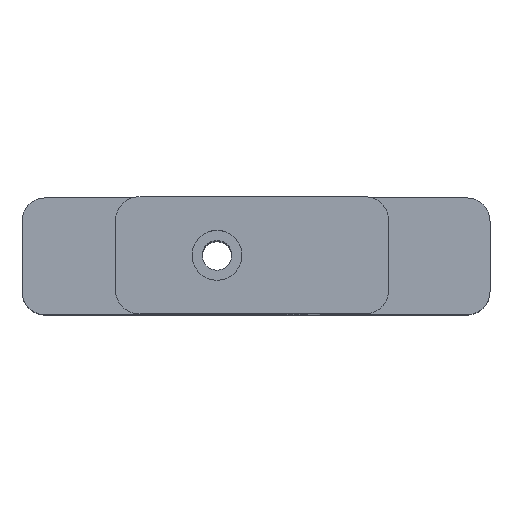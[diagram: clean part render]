
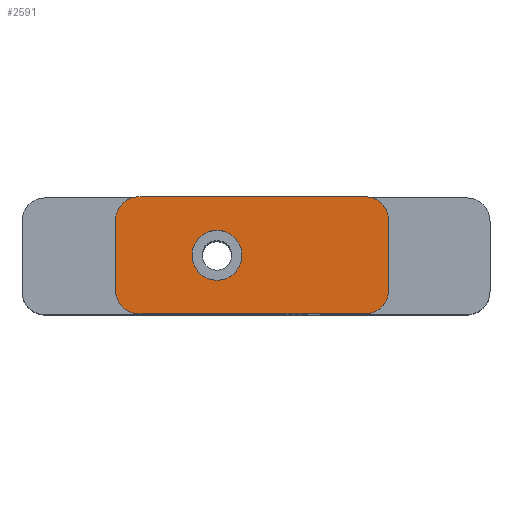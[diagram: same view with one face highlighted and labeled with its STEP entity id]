
A CAD part, top view. The second image highlights one B-rep face of the part: STEP entity #2591.
In plain terms, the highlighted planar face has unit normal (0, 0, 1).
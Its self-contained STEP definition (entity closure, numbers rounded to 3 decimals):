
#60=FACE_BOUND('',#518,.T.);
#102=CIRCLE('',#2783,3.2);
#120=CIRCLE('',#2810,3.);
#121=CIRCLE('',#2813,3.);
#122=CIRCLE('',#2815,3.);
#123=CIRCLE('',#2818,3.);
#273=PLANE('',#2819);
#350=FACE_OUTER_BOUND('',#517,.T.);
#517=EDGE_LOOP('',(#1964,#1965,#1966,#1967,#1968,#1969,#1970,#1971));
#518=EDGE_LOOP('',(#1972));
#701=LINE('',#4071,#912);
#752=LINE('',#4301,#963);
#755=LINE('',#4311,#966);
#758=LINE('',#4318,#969);
#912=VECTOR('',#3179,10.);
#963=VECTOR('',#3344,10.);
#966=VECTOR('',#3357,10.);
#969=VECTOR('',#3366,10.);
#1131=VERTEX_POINT('',#4068);
#1132=VERTEX_POINT('',#4070);
#1173=VERTEX_POINT('',#4231);
#1196=VERTEX_POINT('',#4294);
#1197=VERTEX_POINT('',#4296);
#1198=VERTEX_POINT('',#4300);
#1199=VERTEX_POINT('',#4306);
#1200=VERTEX_POINT('',#4310);
#1201=VERTEX_POINT('',#4314);
#1387=EDGE_CURVE('',#1132,#1131,#701,.T.);
#1441=EDGE_CURVE('',#1173,#1173,#102,.T.);
#1473=EDGE_CURVE('',#1197,#1196,#120,.T.);
#1475=EDGE_CURVE('',#1198,#1197,#752,.T.);
#1477=EDGE_CURVE('',#1131,#1198,#121,.T.);
#1478=EDGE_CURVE('',#1199,#1132,#122,.T.);
#1480=EDGE_CURVE('',#1200,#1199,#755,.T.);
#1482=EDGE_CURVE('',#1201,#1200,#123,.T.);
#1484=EDGE_CURVE('',#1196,#1201,#758,.T.);
#1964=ORIENTED_EDGE('',*,*,#1482,.T.);
#1965=ORIENTED_EDGE('',*,*,#1480,.T.);
#1966=ORIENTED_EDGE('',*,*,#1478,.T.);
#1967=ORIENTED_EDGE('',*,*,#1387,.T.);
#1968=ORIENTED_EDGE('',*,*,#1477,.T.);
#1969=ORIENTED_EDGE('',*,*,#1475,.T.);
#1970=ORIENTED_EDGE('',*,*,#1473,.T.);
#1971=ORIENTED_EDGE('',*,*,#1484,.T.);
#1972=ORIENTED_EDGE('',*,*,#1441,.T.);
#2591=ADVANCED_FACE('',(#350,#60),#273,.T.);
#2783=AXIS2_PLACEMENT_3D('',#4232,#3271,#3272);
#2810=AXIS2_PLACEMENT_3D('',#4297,#3339,#3340);
#2813=AXIS2_PLACEMENT_3D('',#4304,#3348,#3349);
#2815=AXIS2_PLACEMENT_3D('',#4307,#3352,#3353);
#2818=AXIS2_PLACEMENT_3D('',#4315,#3361,#3362);
#2819=AXIS2_PLACEMENT_3D('',#4317,#3364,#3365);
#3179=DIRECTION('',(-1.,0.,0.));
#3271=DIRECTION('center_axis',(0.,0.,-1.));
#3272=DIRECTION('ref_axis',(-1.,0.,0.));
#3339=DIRECTION('center_axis',(0.,0.,1.));
#3340=DIRECTION('ref_axis',(-1.,0.,0.));
#3344=DIRECTION('',(0.,-1.,0.));
#3348=DIRECTION('center_axis',(0.,0.,1.));
#3349=DIRECTION('ref_axis',(0.,1.,0.));
#3352=DIRECTION('center_axis',(0.,0.,1.));
#3353=DIRECTION('ref_axis',(1.,0.,0.));
#3357=DIRECTION('',(0.,1.,0.));
#3361=DIRECTION('center_axis',(0.,0.,1.));
#3362=DIRECTION('ref_axis',(0.,-1.,0.));
#3364=DIRECTION('center_axis',(0.,0.,1.));
#3365=DIRECTION('ref_axis',(-1.,0.,0.));
#3366=DIRECTION('',(1.,0.,0.));
#4068=CARTESIAN_POINT('',(15.,15.,90.));
#4070=CARTESIAN_POINT('',(44.,15.,90.));
#4071=CARTESIAN_POINT('',(44.,15.,90.));
#4231=CARTESIAN_POINT('',(28.2,7.5,90.));
#4232=CARTESIAN_POINT('Origin',(25.,7.5,90.));
#4294=CARTESIAN_POINT('',(15.,0.,90.));
#4296=CARTESIAN_POINT('',(12.,3.,90.));
#4297=CARTESIAN_POINT('Origin',(15.,3.,90.));
#4300=CARTESIAN_POINT('',(12.,12.,90.));
#4301=CARTESIAN_POINT('',(12.,12.,90.));
#4304=CARTESIAN_POINT('Origin',(15.,12.,90.));
#4306=CARTESIAN_POINT('',(47.,12.,90.));
#4307=CARTESIAN_POINT('Origin',(44.,12.,90.));
#4310=CARTESIAN_POINT('',(47.,3.,90.));
#4311=CARTESIAN_POINT('',(47.,3.,90.));
#4314=CARTESIAN_POINT('',(44.,0.,90.));
#4315=CARTESIAN_POINT('Origin',(44.,3.,90.));
#4317=CARTESIAN_POINT('Origin',(29.5,7.5,90.));
#4318=CARTESIAN_POINT('',(15.,0.,90.));
